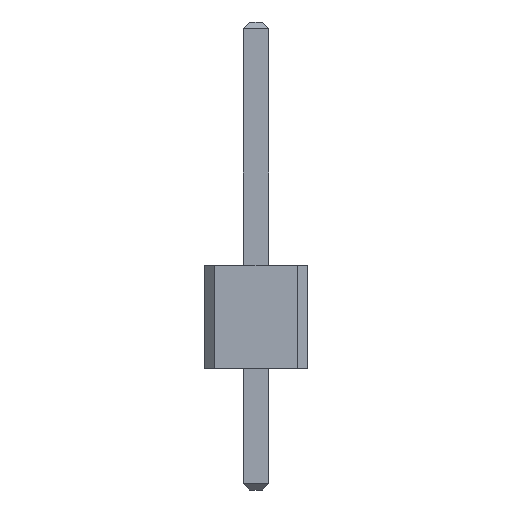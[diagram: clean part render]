
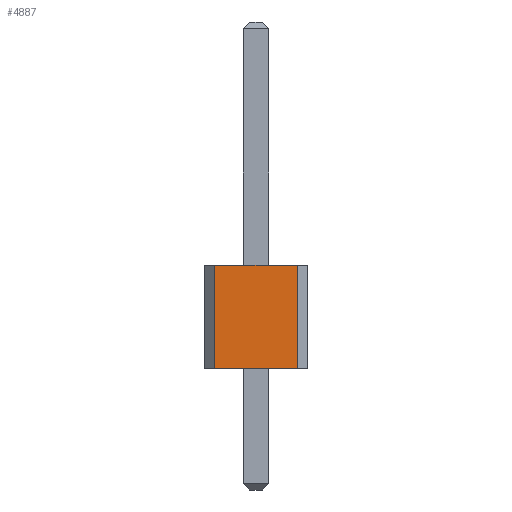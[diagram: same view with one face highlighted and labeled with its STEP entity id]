
A CAD part, front view. The second image highlights one B-rep face of the part: STEP entity #4887.
In plain terms, the highlighted planar face has unit normal (0, -1, 0).
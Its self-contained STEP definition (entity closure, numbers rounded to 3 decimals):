
#13=DIRECTION('',(0.,0.,1.));
#27=VECTOR('',#13,1.);
#89=DIRECTION('',(1.,0.,0.));
#503=VERTEX_POINT('',#504);
#504=CARTESIAN_POINT('',(-1.016,-69.85,0.));
#507=EDGE_CURVE('',#503,#508,#510,.T.);
#508=VERTEX_POINT('',#509);
#509=CARTESIAN_POINT('',(1.016,-69.85,0.));
#510=LINE('',#504,#511);
#511=VECTOR('',#89,1.);
#525=DIRECTION('',(0.,1.,0.));
#2080=VERTEX_POINT('',#2081);
#2081=CARTESIAN_POINT('',(-1.016,-69.85,2.54));
#2083=ORIENTED_EDGE('',*,*,#2084,.T.);
#2084=EDGE_CURVE('',#2080,#2085,#2087,.T.);
#2085=VERTEX_POINT('',#2086);
#2086=CARTESIAN_POINT('',(1.016,-69.85,2.54));
#2087=LINE('',#2081,#511);
#4872=EDGE_CURVE('',#503,#2080,#4873,.T.);
#4873=LINE('',#504,#27);
#4887=ADVANCED_FACE('',(#4888),#4895,.F.);
#4888=FACE_BOUND('',#4889,.F.);
#4889=EDGE_LOOP('',(#4890,#2083,#4891,#4894));
#4890=ORIENTED_EDGE('',*,*,#4872,.T.);
#4891=ORIENTED_EDGE('',*,*,#4892,.F.);
#4892=EDGE_CURVE('',#508,#2085,#4893,.T.);
#4893=LINE('',#509,#27);
#4894=ORIENTED_EDGE('',*,*,#507,.F.);
#4895=PLANE('',#4896);
#4896=AXIS2_PLACEMENT_3D('',#504,#525,#89);
